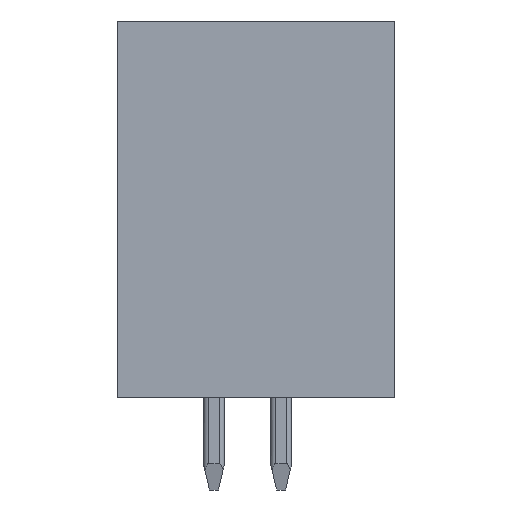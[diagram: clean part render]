
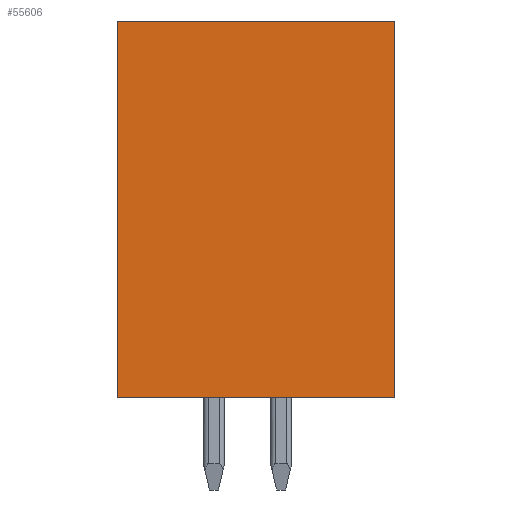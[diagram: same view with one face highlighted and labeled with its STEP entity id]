
A CAD part, front view. The second image highlights one B-rep face of the part: STEP entity #55606.
In plain terms, the highlighted planar face has unit normal (0, -1, 0).
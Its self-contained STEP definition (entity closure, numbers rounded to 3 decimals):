
#21823=DIRECTION('',(0.,0.,-1.));
#21824=VECTOR('',#21823,14.2);
#21825=CARTESIAN_POINT('',(-5.25,-58.13,7.1));
#21826=LINE('',#21825,#21824);
#21827=DIRECTION('',(-1.,0.,0.));
#21828=VECTOR('',#21827,10.5);
#21829=CARTESIAN_POINT('',(5.25,-58.13,7.1));
#21830=LINE('',#21829,#21828);
#21831=DIRECTION('',(0.,0.,1.));
#21832=VECTOR('',#21831,14.2);
#21833=CARTESIAN_POINT('',(5.25,-58.13,-7.1));
#21834=LINE('',#21833,#21832);
#21835=DIRECTION('',(1.,0.,0.));
#21836=VECTOR('',#21835,10.5);
#21837=CARTESIAN_POINT('',(-5.25,-58.13,-7.1));
#21838=LINE('',#21837,#21836);
#21947=CARTESIAN_POINT('',(-5.25,-58.13,7.1));
#21948=CARTESIAN_POINT('',(-5.25,-58.13,-7.1));
#21949=VERTEX_POINT('',#21947);
#21950=VERTEX_POINT('',#21948);
#21951=CARTESIAN_POINT('',(5.25,-58.13,-7.1));
#21952=VERTEX_POINT('',#21951);
#21953=CARTESIAN_POINT('',(5.25,-58.13,7.1));
#21954=VERTEX_POINT('',#21953);
#55595=CARTESIAN_POINT('',(0.,-58.13,0.));
#55596=DIRECTION('',(0.,-1.,0.));
#55597=DIRECTION('',(1.,0.,0.));
#55598=AXIS2_PLACEMENT_3D('',#55595,#55596,#55597);
#55599=PLANE('',#55598);
#55600=ORIENTED_EDGE('',*,*,#27322,.F.);
#55601=ORIENTED_EDGE('',*,*,#27968,.F.);
#55602=ORIENTED_EDGE('',*,*,#28089,.F.);
#55603=ORIENTED_EDGE('',*,*,#28448,.F.);
#55604=EDGE_LOOP('',(#55600,#55601,#55602,#55603));
#55605=FACE_OUTER_BOUND('',#55604,.F.);
#55606=ADVANCED_FACE('',(#55605),#55599,.T.);
#27322=EDGE_CURVE('',#21949,#21950,#21826,.T.);
#27968=EDGE_CURVE('',#21954,#21949,#21830,.T.);
#28089=EDGE_CURVE('',#21952,#21954,#21834,.T.);
#28448=EDGE_CURVE('',#21950,#21952,#21838,.T.);
